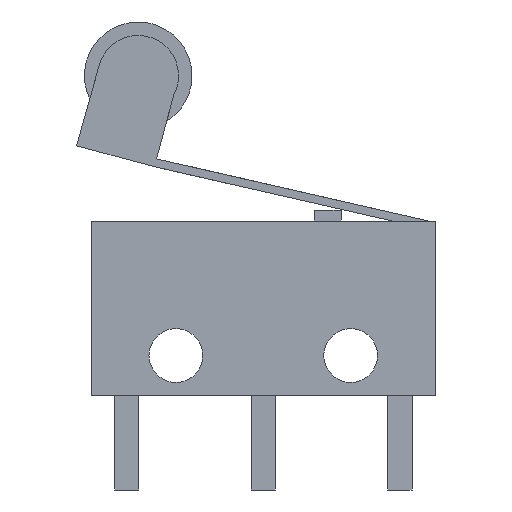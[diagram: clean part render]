
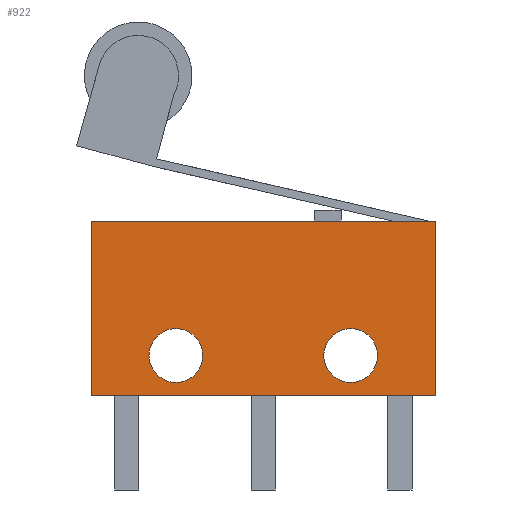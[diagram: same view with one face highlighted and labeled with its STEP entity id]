
A CAD part, front view. The second image highlights one B-rep face of the part: STEP entity #922.
In plain terms, the highlighted planar face has unit normal (0, -1, 0).
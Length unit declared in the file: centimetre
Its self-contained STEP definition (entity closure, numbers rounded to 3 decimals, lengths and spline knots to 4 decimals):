
#139=PLANE('',#979);
#232=VECTOR('',#1130,1.);
#236=VECTOR('',#1148,1.);
#237=VECTOR('',#1149,1.);
#238=VECTOR('',#1150,1.);
#330=LINE('',#1359,#232);
#334=LINE('',#1377,#236);
#335=LINE('',#1380,#237);
#336=LINE('',#1381,#238);
#403=VERTEX_POINT('',#1353);
#406=VERTEX_POINT('',#1358);
#407=VERTEX_POINT('',#1362);
#409=VERTEX_POINT('',#1367);
#413=VERTEX_POINT('',#1378);
#414=VERTEX_POINT('',#1379);
#423=CIRCLE('',#973,0.1);
#425=CIRCLE('',#976,0.1);
#528=EDGE_CURVE('',#406,#403,#330,.T.);
#529=EDGE_CURVE('',#407,#407,#423,.T.);
#531=EDGE_CURVE('',#409,#409,#425,.T.);
#536=EDGE_CURVE('',#413,#414,#334,.T.);
#537=EDGE_CURVE('',#403,#414,#335,.T.);
#538=EDGE_CURVE('',#406,#413,#336,.T.);
#739=ORIENTED_EDGE('',*,*,#536,.T.);
#740=ORIENTED_EDGE('',*,*,#537,.F.);
#741=ORIENTED_EDGE('',*,*,#528,.F.);
#742=ORIENTED_EDGE('',*,*,#538,.T.);
#743=ORIENTED_EDGE('',*,*,#531,.T.);
#744=ORIENTED_EDGE('',*,*,#529,.T.);
#817=EDGE_LOOP('',(#739,#740,#741,#742));
#818=EDGE_LOOP('',(#743));
#819=EDGE_LOOP('',(#744));
#873=FACE_BOUND('',#817,.T.);
#874=FACE_BOUND('',#818,.T.);
#875=FACE_BOUND('',#819,.T.);
#922=ADVANCED_FACE('',(#873,#874,#875),#139,.T.);
#973=AXIS2_PLACEMENT_3D('',#1361,#1133,#1134);
#976=AXIS2_PLACEMENT_3D('',#1366,#1139,#1140);
#979=AXIS2_PLACEMENT_3D('',#1376,#1147,$);
#1130=DIRECTION('',(-1.,0.,0.));
#1133=DIRECTION('',(0.,1.,0.));
#1134=DIRECTION('',(0.1,0.,0.));
#1139=DIRECTION('',(0.,1.,0.));
#1140=DIRECTION('',(0.1,0.,0.));
#1147=DIRECTION('',(0.,-1.,0.));
#1148=DIRECTION('',(-1.,0.,0.));
#1149=DIRECTION('',(0.,0.,1.));
#1150=DIRECTION('',(0.,0.,1.));
#1353=CARTESIAN_POINT('',(0.,0.,0.));
#1358=CARTESIAN_POINT('',(1.28,0.,0.));
#1359=CARTESIAN_POINT('',(1.28,0.,0.));
#1361=CARTESIAN_POINT('',(0.965,0.,0.15));
#1362=CARTESIAN_POINT('',(0.865,0.,0.15));
#1366=CARTESIAN_POINT('',(0.315,0.,0.15));
#1367=CARTESIAN_POINT('',(0.215,0.,0.15));
#1376=CARTESIAN_POINT('',(0.64,0.,0.));
#1377=CARTESIAN_POINT('',(1.28,0.,0.65));
#1378=CARTESIAN_POINT('',(1.28,0.,0.65));
#1379=CARTESIAN_POINT('',(0.,0.,0.65));
#1380=CARTESIAN_POINT('',(0.,0.,0.));
#1381=CARTESIAN_POINT('',(1.28,0.,0.));
